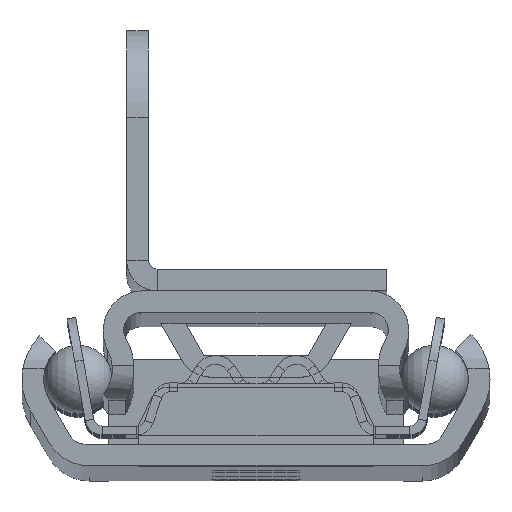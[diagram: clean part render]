
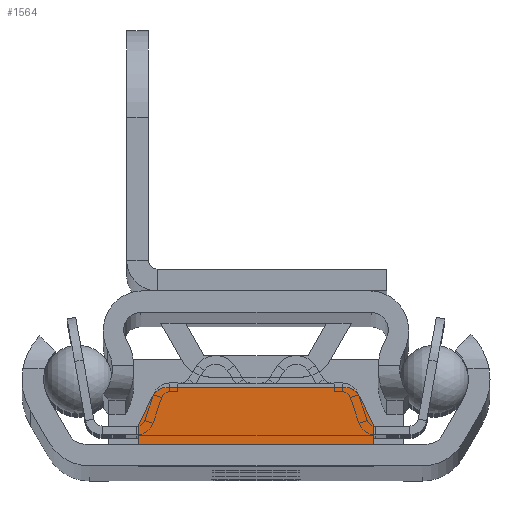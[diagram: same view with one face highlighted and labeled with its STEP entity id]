
A CAD part, top view. The second image highlights one B-rep face of the part: STEP entity #1564.
In plain terms, the highlighted planar face has unit normal (0, 0, 1).
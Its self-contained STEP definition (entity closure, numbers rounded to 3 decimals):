
#312=DIRECTION('',(1.,0.,0.));
#313=VECTOR('',#312,13.5);
#314=CARTESIAN_POINT('',(-6.75,1.25,-6.75));
#315=LINE('',#314,#313);
#434=DIRECTION('',(-0.423,0.906,0.));
#435=VECTOR('',#434,1.729);
#436=CARTESIAN_POINT('',(6.75,2.405,-6.75));
#437=LINE('',#436,#435);
#438=DIRECTION('',(0.,1.,0.));
#439=VECTOR('',#438,1.155);
#440=CARTESIAN_POINT('',(6.75,1.25,-6.75));
#441=LINE('',#440,#439);
#442=DIRECTION('',(0.,-1.,0.));
#443=VECTOR('',#442,1.155);
#444=CARTESIAN_POINT('',(-6.75,2.405,-6.75));
#445=LINE('',#444,#443);
#446=DIRECTION('',(-0.423,-0.906,0.));
#447=VECTOR('',#446,1.729);
#448=CARTESIAN_POINT('',(-6.019,3.973,-6.75));
#449=LINE('',#448,#447);
#450=DIRECTION('',(-1.,0.,0.));
#451=VECTOR('',#450,10.226);
#452=CARTESIAN_POINT('',(5.113,4.55,-6.75));
#453=LINE('',#452,#451);
#467=CARTESIAN_POINT('',(5.113,3.55,-6.75));
#468=DIRECTION('',(0.,0.,1.));
#469=DIRECTION('',(0.906,0.423,0.));
#470=AXIS2_PLACEMENT_3D('',#467,#468,#469);
#485=CARTESIAN_POINT('',(-5.113,3.55,-6.75));
#486=DIRECTION('',(0.,0.,1.));
#487=DIRECTION('',(0.,1.,0.));
#488=AXIS2_PLACEMENT_3D('',#485,#486,#487);
#868=CARTESIAN_POINT('',(-6.75,2.405,-6.75));
#870=VERTEX_POINT('',#868);
#872=CARTESIAN_POINT('',(6.75,2.405,-6.75));
#874=VERTEX_POINT('',#872);
#875=CARTESIAN_POINT('',(-6.75,1.25,-6.75));
#876=CARTESIAN_POINT('',(6.75,1.25,-6.75));
#877=VERTEX_POINT('',#875);
#878=VERTEX_POINT('',#876);
#903=CARTESIAN_POINT('',(5.113,4.55,-6.75));
#905=VERTEX_POINT('',#903);
#909=CARTESIAN_POINT('',(6.019,3.973,-6.75));
#910=VERTEX_POINT('',#909);
#911=CARTESIAN_POINT('',(-6.019,3.973,-6.75));
#913=VERTEX_POINT('',#911);
#917=CARTESIAN_POINT('',(-5.113,4.55,-6.75));
#918=VERTEX_POINT('',#917);
#1543=CARTESIAN_POINT('',(0.,0.,-6.75));
#1544=DIRECTION('',(0.,0.,1.));
#1545=DIRECTION('',(1.,0.,0.));
#1546=AXIS2_PLACEMENT_3D('',#1543,#1544,#1545);
#1547=PLANE('',#1546);
#1549=ORIENTED_EDGE('',*,*,#1548,.F.);
#1551=ORIENTED_EDGE('',*,*,#1550,.F.);
#1552=ORIENTED_EDGE('',*,*,#1534,.F.);
#1553=ORIENTED_EDGE('',*,*,#1378,.F.);
#1555=ORIENTED_EDGE('',*,*,#1554,.F.);
#1557=ORIENTED_EDGE('',*,*,#1556,.F.);
#1559=ORIENTED_EDGE('',*,*,#1558,.F.);
#1561=ORIENTED_EDGE('',*,*,#1560,.F.);
#1562=EDGE_LOOP('',(#1549,#1551,#1552,#1553,#1555,#1557,#1559,#1561));
#1563=FACE_OUTER_BOUND('',#1562,.F.);
#1564=ADVANCED_FACE('',(#1563),#1547,.T.);
#471=CIRCLE('',#470,1.);
#489=CIRCLE('',#488,1.);
#1378=EDGE_CURVE('',#877,#878,#315,.T.);
#1534=EDGE_CURVE('',#878,#874,#441,.T.);
#1548=EDGE_CURVE('',#910,#905,#471,.T.);
#1550=EDGE_CURVE('',#874,#910,#437,.T.);
#1554=EDGE_CURVE('',#870,#877,#445,.T.);
#1556=EDGE_CURVE('',#913,#870,#449,.T.);
#1558=EDGE_CURVE('',#918,#913,#489,.T.);
#1560=EDGE_CURVE('',#905,#918,#453,.T.);
